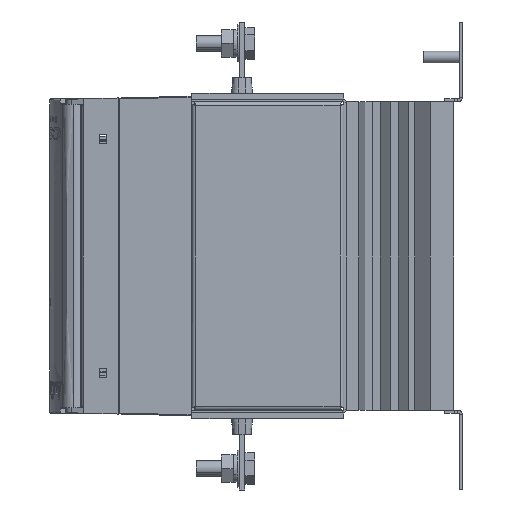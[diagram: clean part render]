
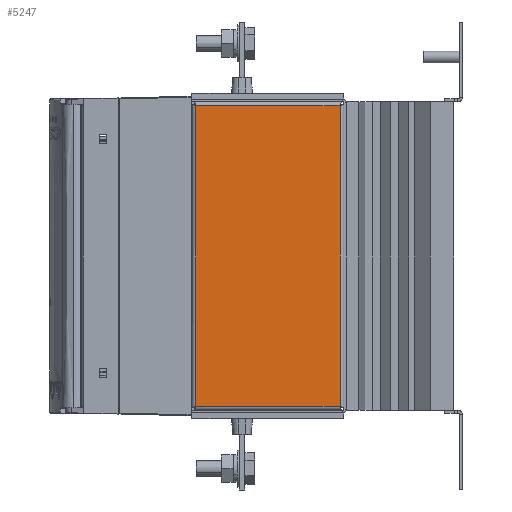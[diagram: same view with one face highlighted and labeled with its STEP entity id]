
A CAD part, left-side view. The second image highlights one B-rep face of the part: STEP entity #5247.
In plain terms, the highlighted planar face has unit normal (-1, 0, 0).
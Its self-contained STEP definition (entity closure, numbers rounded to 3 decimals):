
#2461 = ORIENTED_EDGE ( 'NONE', *, *, #12082, .T. ) ;
#2464 = ORIENTED_EDGE ( 'NONE', *, *, #9594, .T. ) ;
#2468 = ORIENTED_EDGE ( 'NONE', *, *, #10246, .T. ) ;
#2470 = ORIENTED_EDGE ( 'NONE', *, *, #10250, .T. ) ;
#5247 = ADVANCED_FACE ( 'NONE', ( #60508 ), #45405, .F. ) ;
#9594 = EDGE_CURVE ( 'NONE', #17791, #17794, #95089, .T. ) ;
#10246 = EDGE_CURVE ( 'NONE', #17794, #17795, #16538, .T. ) ;
#10250 = EDGE_CURVE ( 'NONE', #17795, #17788, #16534, .T. ) ;
#11119 = AXIS2_PLACEMENT_3D ( 'NONE', #45464, #45467, #45470 ) ;
#12082 = EDGE_CURVE ( 'NONE', #17788, #17791, #44443, .T. ) ;
#16534 = LINE ( 'NONE', #43375, #16545 ) ;
#16538 = LINE ( 'NONE', #43381, #16541 ) ;
#16541 = VECTOR ( 'NONE', #43382, 1000. ) ;
#16545 = VECTOR ( 'NONE', #43386, 1000. ) ;
#17788 = VERTEX_POINT ( 'NONE', #65749 ) ;
#17791 = VERTEX_POINT ( 'NONE', #65754 ) ;
#17794 = VERTEX_POINT ( 'NONE', #65760 ) ;
#17795 = VERTEX_POINT ( 'NONE', #65762 ) ;
#18940 = EDGE_LOOP ( 'NONE', ( #2461, #2464, #2468, #2470 ) ) ;
#43375 = CARTESIAN_POINT ( 'NONE',  ( -101., 2.4, 77.1 ) ) ;
#43381 = CARTESIAN_POINT ( 'NONE',  ( -101., 3.2, -77.9 ) ) ;
#43382 = DIRECTION ( 'NONE',  ( 0., 0., 1. ) ) ;
#43386 = DIRECTION ( 'NONE',  ( 0., 1., 0. ) ) ;
#44443 = LINE ( 'NONE', #49955, #44452 ) ;
#44452 = VECTOR ( 'NONE', #49957, 1000. ) ;
#45405 = PLANE ( 'NONE',  #11119 ) ;
#45464 = CARTESIAN_POINT ( 'NONE',  ( -101., 2.4, -77.9 ) ) ;
#45467 = DIRECTION ( 'NONE',  ( 1., 0., 0. ) ) ;
#45470 = DIRECTION ( 'NONE',  ( 0., 0., -1. ) ) ;
#49955 = CARTESIAN_POINT ( 'NONE',  ( -101., 77.2, 77.9 ) ) ;
#49957 = DIRECTION ( 'NONE',  ( 0., 0., -1. ) ) ;
#60508 = FACE_OUTER_BOUND ( 'NONE', #18940, .T. ) ;
#65749 = CARTESIAN_POINT ( 'NONE',  ( -101., 77.2, 77.1 ) ) ;
#65754 = CARTESIAN_POINT ( 'NONE',  ( -101., 77.2, -77.1 ) ) ;
#65760 = CARTESIAN_POINT ( 'NONE',  ( -101., 3.2, -77.1 ) ) ;
#65762 = CARTESIAN_POINT ( 'NONE',  ( -101., 3.2, 77.1 ) ) ;
#92046 = CARTESIAN_POINT ( 'NONE',  ( -101., 857., -77.1 ) ) ;
#92048 = DIRECTION ( 'NONE',  ( 0., -1., 0. ) ) ;
#95089 = LINE ( 'NONE', #92046, #95090 ) ;
#95090 = VECTOR ( 'NONE', #92048, 1000. ) ;
